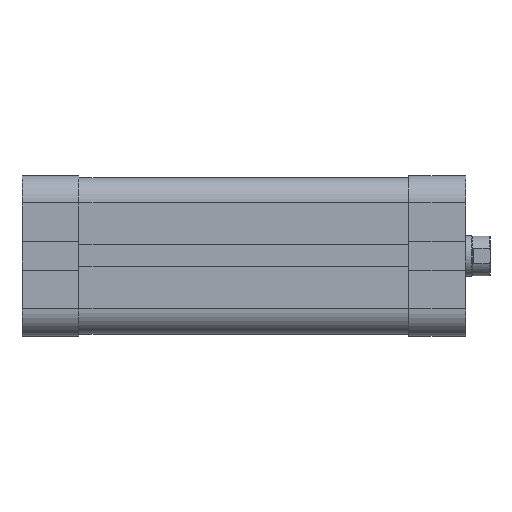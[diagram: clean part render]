
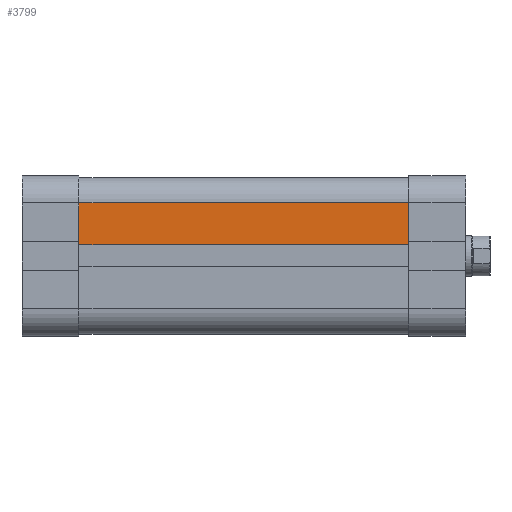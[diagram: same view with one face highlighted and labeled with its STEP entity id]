
A CAD part, top view. The second image highlights one B-rep face of the part: STEP entity #3799.
In plain terms, the highlighted face is planar.
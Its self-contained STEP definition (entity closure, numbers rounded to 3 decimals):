
#878 = CARTESIAN_POINT ( 'NONE',  ( 6.25, 0., 0. ) ) ;
#904 = CARTESIAN_POINT ( 'NONE',  ( 16.55, 0., -81. ) ) ;
#906 = CARTESIAN_POINT ( 'NONE',  ( 16.55, 0., 0. ) ) ;
#1004 = CARTESIAN_POINT ( 'NONE',  ( 6.25, 0., -81. ) ) ;
#1522 = CARTESIAN_POINT ( 'NONE',  ( 6.25, 0., -81. ) ) ;
#1527 = DIRECTION ( 'NONE',  ( 0., 0., 1. ) ) ;
#1528 = CARTESIAN_POINT ( 'NONE',  ( 6.25, 0., 0. ) ) ;
#1530 = CARTESIAN_POINT ( 'NONE',  ( 16.55, 0., -81. ) ) ;
#1531 = DIRECTION ( 'NONE',  ( 1., 0., 0. ) ) ;
#1532 = CARTESIAN_POINT ( 'NONE',  ( 6.25, 0., -81. ) ) ;
#1534 = DIRECTION ( 'NONE',  ( 0., 0., 1. ) ) ;
#1536 = DIRECTION ( 'NONE',  ( 1., 0., 0. ) ) ;
#3529 = ORIENTED_EDGE ( 'NONE', *, *, #6877, .T. ) ;
#3545 = ORIENTED_EDGE ( 'NONE', *, *, #6876, .F. ) ;
#3626 = ORIENTED_EDGE ( 'NONE', *, *, #6878, .T. ) ;
#3640 = ORIENTED_EDGE ( 'NONE', *, *, #6874, .F. ) ;
#3799 = ADVANCED_FACE ( 'NONE', ( #4275 ), #5097, .T. ) ;
#4275 = FACE_OUTER_BOUND ( 'NONE', #5770, .T. ) ;
#4798 = LINE ( 'NONE', #1528, #4814 ) ;
#4804 = LINE ( 'NONE', #1522, #4810 ) ;
#4810 = VECTOR ( 'NONE', #1527, 1000. ) ;
#4811 = LINE ( 'NONE', #1530, #4816 ) ;
#4813 = LINE ( 'NONE', #1532, #4818 ) ;
#4814 = VECTOR ( 'NONE', #1531, 1000. ) ;
#4816 = VECTOR ( 'NONE', #1534, 1000. ) ;
#4818 = VECTOR ( 'NONE', #1536, 1000. ) ;
#5097 = PLANE ( 'NONE',  #7397 ) ;
#5150 = DIRECTION ( 'NONE',  ( 0., 0., -1. ) ) ;
#5609 = VERTEX_POINT ( 'NONE', #878 ) ;
#5770 = EDGE_LOOP ( 'NONE', ( #3529, #3545, #3640, #3626 ) ) ;
#5968 = VERTEX_POINT ( 'NONE', #906 ) ;
#5969 = CARTESIAN_POINT ( 'NONE',  ( 6.25, 0., -81. ) ) ;
#5978 = VERTEX_POINT ( 'NONE', #904 ) ;
#6086 = VERTEX_POINT ( 'NONE', #1004 ) ;
#6556 = DIRECTION ( 'NONE',  ( 0., -1., 0. ) ) ;
#6874 = EDGE_CURVE ( 'NONE', #6086, #5609, #4804, .T. ) ;
#6876 = EDGE_CURVE ( 'NONE', #5609, #5968, #4798, .T. ) ;
#6877 = EDGE_CURVE ( 'NONE', #5978, #5968, #4811, .T. ) ;
#6878 = EDGE_CURVE ( 'NONE', #6086, #5978, #4813, .T. ) ;
#7397 = AXIS2_PLACEMENT_3D ( 'NONE', #5969, #6556, #5150 ) ;
